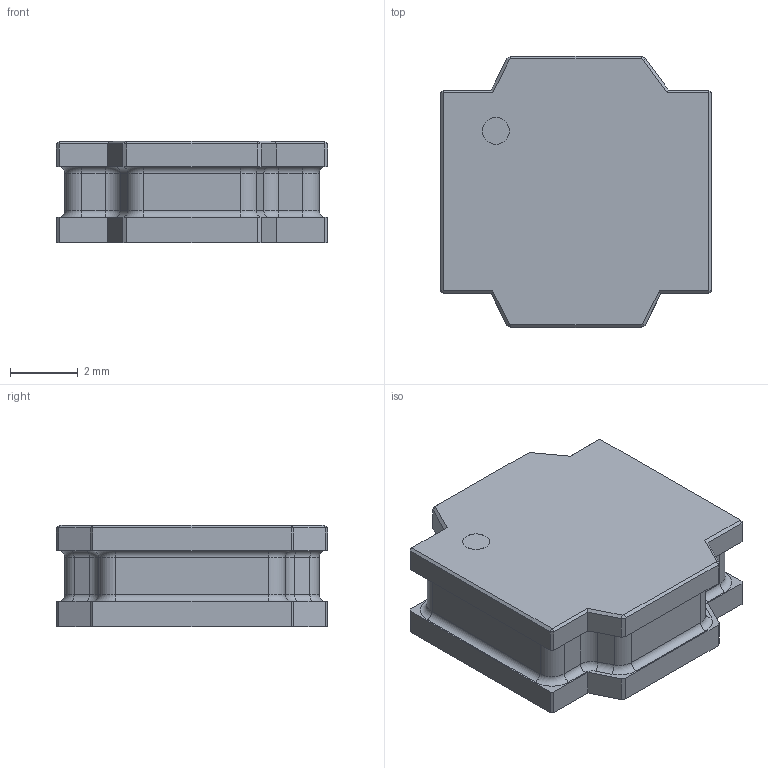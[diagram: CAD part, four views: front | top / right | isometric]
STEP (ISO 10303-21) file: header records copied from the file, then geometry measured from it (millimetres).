
FILE_DESCRIPTION(('FreeCAD Model'),'2;1');
FILE_NAME('Open CASCADE Shape Model','2021-07-20T10:53:51',( 'kicad StepUp'),('ksu MCAD'),'Open CASCADE STEP processor 7.5', 'FreeCAD','Unknown');
FILE_SCHEMA(('AUTOMOTIVE_DESIGN { 1 0 10303 214 1 1 1 1 }'));
Length unit declared in the file: millimetre
Products named in the file (1): L_Taiyo-Yuden_NR-80xx
Bounding box: 8 x 8 x 3 mm (x, y, z)
Volume: 159.7 mm3; surface area: 209.7 mm2
Topology: 1 solids, 1 shells, 138 faces, 327 edges, 194 vertices
Faces by surface type: plane 77, cylinder 37, torus 24
Full cylindrical faces by diameter (mm): 0.79 x1
Entity records: 4884 total; most frequent: DIRECTION 703, CARTESIAN_POINT 660, ORIENTED_EDGE 654, EDGE_CURVE 327, AXIS2_PLACEMENT_3D 237, LINE 229, VECTOR 229, VERTEX_POINT 194
